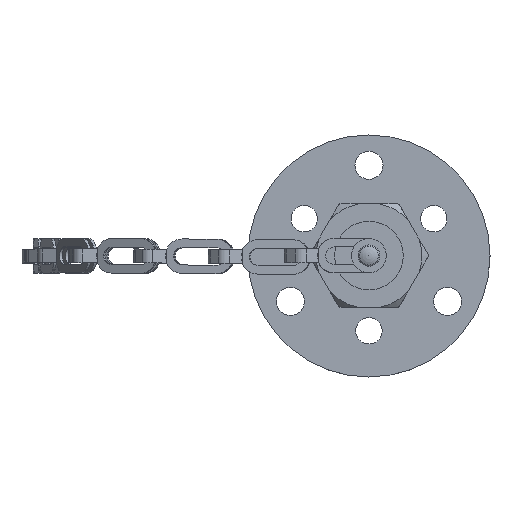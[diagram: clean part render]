
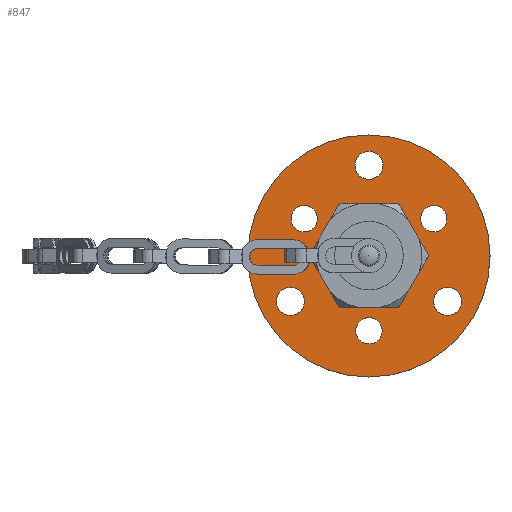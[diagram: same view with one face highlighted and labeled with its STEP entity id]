
A CAD part, top view. The second image highlights one B-rep face of the part: STEP entity #847.
In plain terms, the highlighted face is planar.
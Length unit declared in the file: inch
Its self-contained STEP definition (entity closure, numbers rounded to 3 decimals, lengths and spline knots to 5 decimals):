
#847=ADVANCED_FACE('',(#1684,#1685,#1686,#1687,#1688,#1689,#1690,#1691),#1692,.T.);
#1684=FACE_BOUND('',#2869,.T.);
#1685=FACE_BOUND('',#2870,.T.);
#1686=FACE_BOUND('',#2871,.T.);
#1687=FACE_OUTER_BOUND('',#2872,.T.);
#1688=FACE_BOUND('',#2873,.T.);
#1689=FACE_BOUND('',#2874,.T.);
#1690=FACE_BOUND('',#2875,.T.);
#1691=FACE_BOUND('',#2876,.T.);
#1692=PLANE('',#2877);
#2869=EDGE_LOOP('',(#4049));
#2870=EDGE_LOOP('',(#4050));
#2871=EDGE_LOOP('',(#4051));
#2872=EDGE_LOOP('',(#4052));
#2873=EDGE_LOOP('',(#4053));
#2874=EDGE_LOOP('',(#4054));
#2875=EDGE_LOOP('',(#4055));
#2876=EDGE_LOOP('',(#4056));
#2877=AXIS2_PLACEMENT_3D('',#4057,#4058,#4059);
#4049=ORIENTED_EDGE('',*,*,#6430,.T.);
#4050=ORIENTED_EDGE('',*,*,#6431,.T.);
#4051=ORIENTED_EDGE('',*,*,#6432,.T.);
#4052=ORIENTED_EDGE('',*,*,#6433,.T.);
#4053=ORIENTED_EDGE('',*,*,#6434,.T.);
#4054=ORIENTED_EDGE('',*,*,#6435,.T.);
#4055=ORIENTED_EDGE('',*,*,#6436,.T.);
#4056=ORIENTED_EDGE('',*,*,#6437,.T.);
#4057=CARTESIAN_POINT('',(0.0,0.0,-1.06446));
#4058=DIRECTION('',(0.0,0.0,-1.0));
#4059=DIRECTION('',(0.0,1.0,0.0));
#6430=EDGE_CURVE('',#7318,#7318,#7319,.T.);
#6431=EDGE_CURVE('',#7320,#7320,#7321,.T.);
#6432=EDGE_CURVE('',#7322,#7322,#7323,.T.);
#6433=EDGE_CURVE('',#7324,#7324,#7325,.T.);
#6434=EDGE_CURVE('',#7326,#7326,#7327,.T.);
#6435=EDGE_CURVE('',#7328,#7328,#7329,.T.);
#6436=EDGE_CURVE('',#7330,#7330,#7331,.T.);
#6437=EDGE_CURVE('',#7332,#7332,#7333,.T.);
#7318=VERTEX_POINT('',#8666);
#7319=CIRCLE('',#8667,0.0955);
#7320=VERTEX_POINT('',#8668);
#7321=CIRCLE('',#8669,0.1015);
#7322=VERTEX_POINT('',#8670);
#7323=CIRCLE('',#8671,0.1015);
#7324=VERTEX_POINT('',#8672);
#7325=CIRCLE('',#8673,0.875);
#7326=VERTEX_POINT('',#8674);
#7327=CIRCLE('',#8675,0.2516);
#7328=VERTEX_POINT('',#8676);
#7329=CIRCLE('',#8677,0.1015);
#7330=VERTEX_POINT('',#8678);
#7331=CIRCLE('',#8679,0.0955);
#7332=VERTEX_POINT('',#8680);
#7333=CIRCLE('',#8681,0.0955);
#8666=CARTESIAN_POINT('',(0.2225,-0.38538,-1.06446));
#8667=AXIS2_PLACEMENT_3D('',#11096,#11097,#11098);
#8668=CARTESIAN_POINT('',(-0.2401,-0.61886,-1.06446));
#8669=AXIS2_PLACEMENT_3D('',#11099,#11100,#11101);
#8670=CARTESIAN_POINT('',(0.656,0.1015,-1.06446));
#8671=AXIS2_PLACEMENT_3D('',#11102,#11103,#11104);
#8672=CARTESIAN_POINT('',(0.0,0.875,-1.06446));
#8673=AXIS2_PLACEMENT_3D('',#11105,#11106,#11107);
#8674=CARTESIAN_POINT('',(0.,-0.2516,-1.06446));
#8675=AXIS2_PLACEMENT_3D('',#11108,#11109,#11110);
#8676=CARTESIAN_POINT('',(-0.4159,0.51736,-1.06446));
#8677=AXIS2_PLACEMENT_3D('',#11111,#11112,#11113);
#8678=CARTESIAN_POINT('',(-0.445,0.,-1.06446));
#8679=AXIS2_PLACEMENT_3D('',#11114,#11115,#11116);
#8680=CARTESIAN_POINT('',(0.2225,0.38538,-1.06446));
#8681=AXIS2_PLACEMENT_3D('',#11117,#11118,#11119);
#11096=CARTESIAN_POINT('',(0.27025,-0.46809,-1.06446));
#11097=DIRECTION('',(0.0,0.0,1.0));
#11098=DIRECTION('',(-0.5,0.866,0.0));
#11099=CARTESIAN_POINT('',(-0.328,-0.56811,-1.06446));
#11100=DIRECTION('',(0.0,0.0,1.0));
#11101=DIRECTION('',(0.866,-0.5,0.0));
#11102=CARTESIAN_POINT('',(0.656,0.,-1.06446));
#11103=DIRECTION('',(0.0,-0.0,1.0));
#11104=DIRECTION('',(0.0,1.0,0.0));
#11105=CARTESIAN_POINT('',(0.0,0.0,-1.06446));
#11106=DIRECTION('',(0.0,0.0,-1.0));
#11107=DIRECTION('',(0.0,1.0,0.0));
#11108=CARTESIAN_POINT('',(0.,0.,-1.06446));
#11109=DIRECTION('',(0.0,0.,1.0));
#11110=DIRECTION('',(0.0,-1.0,0.));
#11111=CARTESIAN_POINT('',(-0.328,0.56811,-1.06446));
#11112=DIRECTION('',(0.0,0.0,1.0));
#11113=DIRECTION('',(-0.866,-0.5,0.0));
#11114=CARTESIAN_POINT('',(-0.5405,0.,-1.06446));
#11115=DIRECTION('',(0.0,0.0,1.0));
#11116=DIRECTION('',(1.0,0.0,0.0));
#11117=CARTESIAN_POINT('',(0.27025,0.46809,-1.06446));
#11118=DIRECTION('',(0.0,0.0,1.0));
#11119=DIRECTION('',(-0.5,-0.866,0.0));
